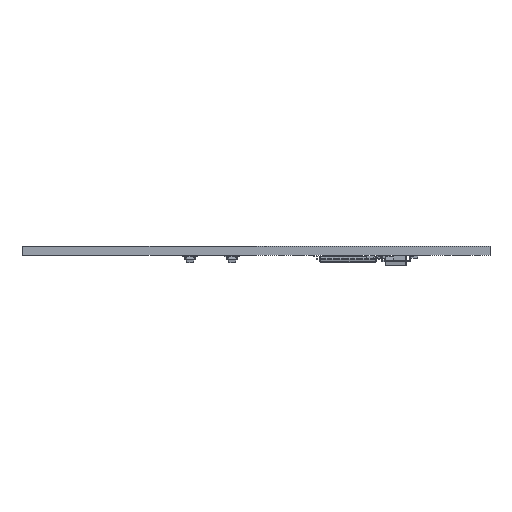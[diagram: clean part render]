
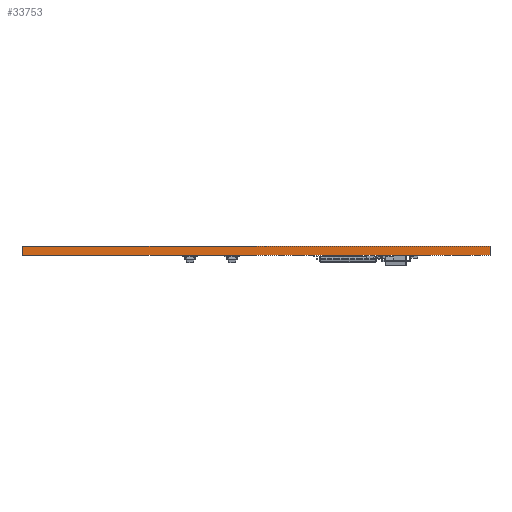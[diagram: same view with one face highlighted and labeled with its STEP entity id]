
A CAD part, front view. The second image highlights one B-rep face of the part: STEP entity #33753.
In plain terms, the highlighted planar face has unit normal (0, -1, 0).
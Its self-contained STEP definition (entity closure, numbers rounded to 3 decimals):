
#33753 = ADVANCED_FACE('',(#33754),#33788,.T.);
#33754 = FACE_BOUND('',#33755,.T.);
#33755 = EDGE_LOOP('',(#33756,#33766,#33774,#33782));
#33756 = ORIENTED_EDGE('',*,*,#33757,.T.);
#33757 = EDGE_CURVE('',#33758,#33760,#33762,.T.);
#33758 = VERTEX_POINT('',#33759);
#33759 = CARTESIAN_POINT('',(187.452,-147.701,0.));
#33760 = VERTEX_POINT('',#33761);
#33761 = CARTESIAN_POINT('',(187.452,-147.701,1.6));
#33762 = LINE('',#33763,#33764);
#33763 = CARTESIAN_POINT('',(187.452,-147.701,0.));
#33764 = VECTOR('',#33765,1.);
#33765 = DIRECTION('',(0.,0.,1.));
#33766 = ORIENTED_EDGE('',*,*,#33767,.T.);
#33767 = EDGE_CURVE('',#33760,#33768,#33770,.T.);
#33768 = VERTEX_POINT('',#33769);
#33769 = CARTESIAN_POINT('',(106.68,-147.701,1.6));
#33770 = LINE('',#33771,#33772);
#33771 = CARTESIAN_POINT('',(187.452,-147.701,1.6));
#33772 = VECTOR('',#33773,1.);
#33773 = DIRECTION('',(-1.,0.,0.));
#33774 = ORIENTED_EDGE('',*,*,#33775,.F.);
#33775 = EDGE_CURVE('',#33776,#33768,#33778,.T.);
#33776 = VERTEX_POINT('',#33777);
#33777 = CARTESIAN_POINT('',(106.68,-147.701,0.));
#33778 = LINE('',#33779,#33780);
#33779 = CARTESIAN_POINT('',(106.68,-147.701,0.));
#33780 = VECTOR('',#33781,1.);
#33781 = DIRECTION('',(0.,0.,1.));
#33782 = ORIENTED_EDGE('',*,*,#33783,.F.);
#33783 = EDGE_CURVE('',#33758,#33776,#33784,.T.);
#33784 = LINE('',#33785,#33786);
#33785 = CARTESIAN_POINT('',(187.452,-147.701,0.));
#33786 = VECTOR('',#33787,1.);
#33787 = DIRECTION('',(-1.,0.,0.));
#33788 = PLANE('',#33789);
#33789 = AXIS2_PLACEMENT_3D('',#33790,#33791,#33792);
#33790 = CARTESIAN_POINT('',(187.452,-147.701,0.));
#33791 = DIRECTION('',(0.,-1.,0.));
#33792 = DIRECTION('',(-1.,0.,0.));
